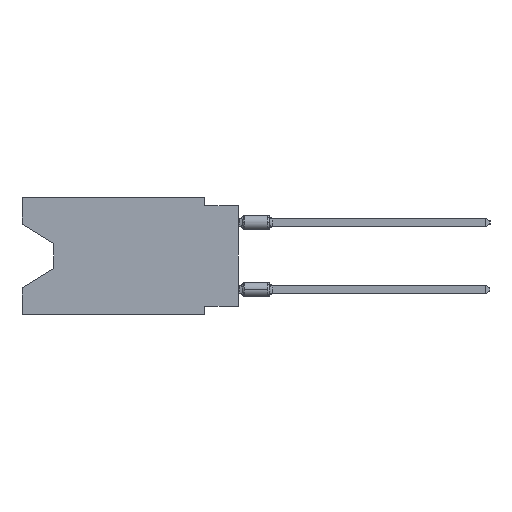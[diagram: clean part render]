
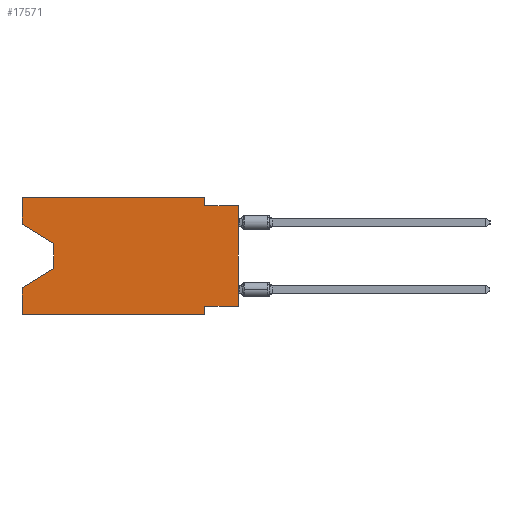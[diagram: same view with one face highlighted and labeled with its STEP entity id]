
A CAD part, left-side view. The second image highlights one B-rep face of the part: STEP entity #17571.
In plain terms, the highlighted planar face has unit normal (-1, 0, 0).
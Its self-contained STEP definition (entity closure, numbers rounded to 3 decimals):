
#38 = ORIENTED_EDGE ( 'NONE', *, *, #14176, .F. ) ;
#419 = CARTESIAN_POINT ( 'NONE',  ( 0., 0., -8.255 ) ) ;
#752 = ORIENTED_EDGE ( 'NONE', *, *, #22922, .F. ) ;
#865 = VERTEX_POINT ( 'NONE', #31563 ) ;
#1474 = LINE ( 'NONE', #40926, #27821 ) ;
#1914 = CARTESIAN_POINT ( 'NONE',  ( 0., 13.97, -5.385 ) ) ;
#2481 = VECTOR ( 'NONE', #47284, 1000. ) ;
#2860 = CARTESIAN_POINT ( 'NONE',  ( 0., 16.383, -6.852 ) ) ;
#3181 = VERTEX_POINT ( 'NONE', #36223 ) ;
#3386 = CARTESIAN_POINT ( 'NONE',  ( 0., 16.383, 0. ) ) ;
#3617 = CARTESIAN_POINT ( 'NONE',  ( 0., 0., -0.635 ) ) ;
#4162 = LINE ( 'NONE', #44579, #33732 ) ;
#4409 = VERTEX_POINT ( 'NONE', #1914 ) ;
#5322 = VERTEX_POINT ( 'NONE', #41363 ) ;
#5711 = LINE ( 'NONE', #30444, #36978 ) ;
#6001 = EDGE_CURVE ( 'NONE', #19247, #31333, #10273, .T. ) ;
#6703 = VERTEX_POINT ( 'NONE', #19303 ) ;
#7239 = FACE_OUTER_BOUND ( 'NONE', #26876, .T. ) ;
#7857 = DIRECTION ( 'NONE',  ( 0., -1., 0. ) ) ;
#7971 = EDGE_CURVE ( 'NONE', #4409, #19306, #13066, .T. ) ;
#8620 = VECTOR ( 'NONE', #23593, 1000. ) ;
#8951 = LINE ( 'NONE', #11845, #8620 ) ;
#9129 = CARTESIAN_POINT ( 'NONE',  ( 0., 0., -8.255 ) ) ;
#9815 = LINE ( 'NONE', #28311, #28220 ) ;
#9934 = ORIENTED_EDGE ( 'NONE', *, *, #16676, .T. ) ;
#10273 = LINE ( 'NONE', #21776, #2481 ) ;
#10792 = ORIENTED_EDGE ( 'NONE', *, *, #6001, .T. ) ;
#11298 = DIRECTION ( 'NONE',  ( 1., 0., 0. ) ) ;
#11619 = DIRECTION ( 'NONE',  ( 0., 0., -1. ) ) ;
#11845 = CARTESIAN_POINT ( 'NONE',  ( 0., 0., 0. ) ) ;
#12157 = ORIENTED_EDGE ( 'NONE', *, *, #35710, .T. ) ;
#12346 = DIRECTION ( 'NONE',  ( 0., 0.855, -0.519 ) ) ;
#13066 = LINE ( 'NONE', #27720, #38091 ) ;
#13519 = EDGE_CURVE ( 'NONE', #23076, #17558, #45468, .T. ) ;
#13663 = DIRECTION ( 'NONE',  ( 0., 0., 1. ) ) ;
#14176 = EDGE_CURVE ( 'NONE', #17558, #6703, #4162, .T. ) ;
#14696 = PLANE ( 'NONE',  #43099 ) ;
#15660 = DIRECTION ( 'NONE',  ( 0., -1., 0. ) ) ;
#16357 = DIRECTION ( 'NONE',  ( 0., 1., 0. ) ) ;
#16676 = EDGE_CURVE ( 'NONE', #41061, #6703, #37652, .T. ) ;
#17298 = EDGE_CURVE ( 'NONE', #19247, #5322, #30561, .T. ) ;
#17514 = DIRECTION ( 'NONE',  ( 0., 0., -1. ) ) ;
#17558 = VERTEX_POINT ( 'NONE', #28633 ) ;
#17571 = ADVANCED_FACE ( 'NONE', ( #7239 ), #14696, .F. ) ;
#18618 = EDGE_CURVE ( 'NONE', #23076, #24218, #8951, .T. ) ;
#19247 = VERTEX_POINT ( 'NONE', #35812 ) ;
#19303 = CARTESIAN_POINT ( 'NONE',  ( 0., 2.54, -8.89 ) ) ;
#19306 = VERTEX_POINT ( 'NONE', #2860 ) ;
#21254 = CARTESIAN_POINT ( 'NONE',  ( 0., 16.383, -8.89 ) ) ;
#21776 = CARTESIAN_POINT ( 'NONE',  ( 0., 16.383, -2.038 ) ) ;
#22313 = EDGE_CURVE ( 'NONE', #5322, #865, #23402, .T. ) ;
#22861 = CARTESIAN_POINT ( 'NONE',  ( 0., 16.383, 0. ) ) ;
#22922 = EDGE_CURVE ( 'NONE', #865, #3181, #47325, .T. ) ;
#23076 = VERTEX_POINT ( 'NONE', #419 ) ;
#23167 = CARTESIAN_POINT ( 'NONE',  ( 0., 16.383, 0. ) ) ;
#23402 = LINE ( 'NONE', #23167, #27580 ) ;
#23593 = DIRECTION ( 'NONE',  ( 0., 0., 1. ) ) ;
#24218 = VERTEX_POINT ( 'NONE', #3617 ) ;
#24252 = CARTESIAN_POINT ( 'NONE',  ( 0., 13.97, -3.505 ) ) ;
#26502 = ORIENTED_EDGE ( 'NONE', *, *, #43542, .F. ) ;
#26876 = EDGE_LOOP ( 'NONE', ( #10792, #12157, #32516, #26502, #9934, #38, #43395, #27113, #36574, #752, #33564, #32287 ) ) ;
#27113 = ORIENTED_EDGE ( 'NONE', *, *, #18618, .T. ) ;
#27438 = CARTESIAN_POINT ( 'NONE',  ( 0., 2.54, 0. ) ) ;
#27580 = VECTOR ( 'NONE', #41937, 1000. ) ;
#27720 = CARTESIAN_POINT ( 'NONE',  ( 0., 13.97, -5.385 ) ) ;
#27821 = VECTOR ( 'NONE', #15660, 1000. ) ;
#28220 = VECTOR ( 'NONE', #13663, 1000. ) ;
#28311 = CARTESIAN_POINT ( 'NONE',  ( 0., 16.383, 0. ) ) ;
#28633 = CARTESIAN_POINT ( 'NONE',  ( 0., 2.54, -8.255 ) ) ;
#30444 = CARTESIAN_POINT ( 'NONE',  ( 0., 13.97, -3.505 ) ) ;
#30561 = LINE ( 'NONE', #22861, #45359 ) ;
#31333 = VERTEX_POINT ( 'NONE', #24252 ) ;
#31563 = CARTESIAN_POINT ( 'NONE',  ( 0., 2.54, 0. ) ) ;
#32223 = VECTOR ( 'NONE', #17514, 1000. ) ;
#32287 = ORIENTED_EDGE ( 'NONE', *, *, #17298, .F. ) ;
#32516 = ORIENTED_EDGE ( 'NONE', *, *, #7971, .T. ) ;
#32955 = DIRECTION ( 'NONE',  ( 0., 0., -1. ) ) ;
#33564 = ORIENTED_EDGE ( 'NONE', *, *, #22313, .F. ) ;
#33732 = VECTOR ( 'NONE', #11619, 1000. ) ;
#35710 = EDGE_CURVE ( 'NONE', #31333, #4409, #5711, .T. ) ;
#35812 = CARTESIAN_POINT ( 'NONE',  ( 0., 16.383, -2.038 ) ) ;
#36223 = CARTESIAN_POINT ( 'NONE',  ( 0., 2.54, -0.635 ) ) ;
#36574 = ORIENTED_EDGE ( 'NONE', *, *, #44147, .F. ) ;
#36978 = VECTOR ( 'NONE', #42264, 1000. ) ;
#37652 = LINE ( 'NONE', #44171, #39220 ) ;
#37805 = DIRECTION ( 'NONE',  ( 0., 0., 1. ) ) ;
#37886 = VECTOR ( 'NONE', #16357, 1000. ) ;
#38091 = VECTOR ( 'NONE', #12346, 1000. ) ;
#39220 = VECTOR ( 'NONE', #7857, 1000. ) ;
#40926 = CARTESIAN_POINT ( 'NONE',  ( 0., 0., -0.635 ) ) ;
#41061 = VERTEX_POINT ( 'NONE', #21254 ) ;
#41363 = CARTESIAN_POINT ( 'NONE',  ( 0., 16.383, 0. ) ) ;
#41937 = DIRECTION ( 'NONE',  ( 0., -1., 0. ) ) ;
#42264 = DIRECTION ( 'NONE',  ( 0., 0., -1. ) ) ;
#43099 = AXIS2_PLACEMENT_3D ( 'NONE', #3386, #11298, #32955 ) ;
#43395 = ORIENTED_EDGE ( 'NONE', *, *, #13519, .F. ) ;
#43542 = EDGE_CURVE ( 'NONE', #41061, #19306, #9815, .T. ) ;
#44147 = EDGE_CURVE ( 'NONE', #3181, #24218, #1474, .T. ) ;
#44171 = CARTESIAN_POINT ( 'NONE',  ( 0., 16.383, -8.89 ) ) ;
#44579 = CARTESIAN_POINT ( 'NONE',  ( 0., 2.54, -8.89 ) ) ;
#45359 = VECTOR ( 'NONE', #37805, 1000. ) ;
#45468 = LINE ( 'NONE', #9129, #37886 ) ;
#47284 = DIRECTION ( 'NONE',  ( 0., -0.855, -0.519 ) ) ;
#47325 = LINE ( 'NONE', #27438, #32223 ) ;
